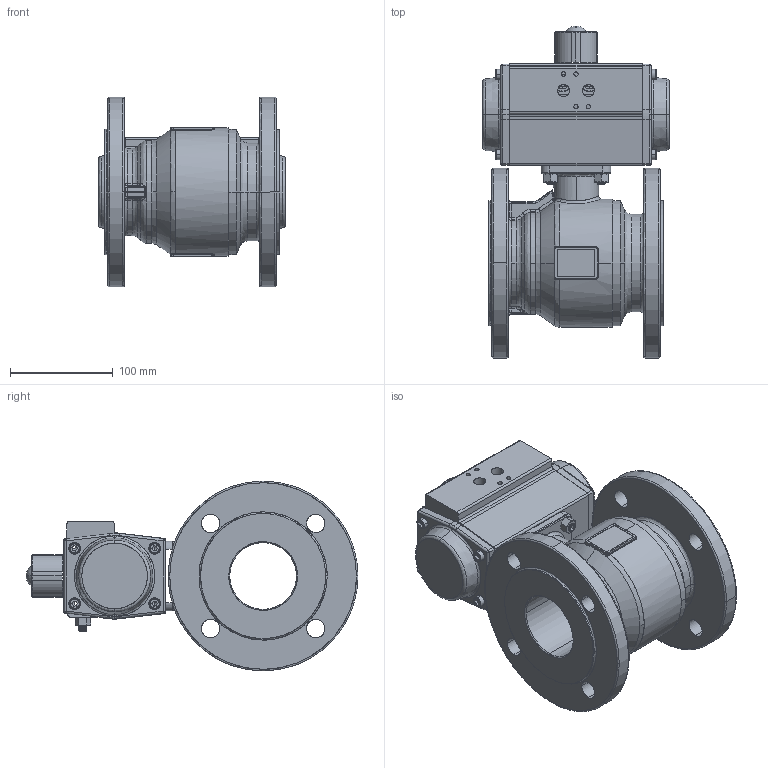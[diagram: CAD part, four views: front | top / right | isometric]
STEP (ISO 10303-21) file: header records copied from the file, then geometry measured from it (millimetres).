
FILE_DESCRIPTION (( 'STEP AP214' ), '1' );
FILE_NAME ('PK04_DN65 (PK04000009).STEP', '2022-03-01T12:33:32', ( '' ), ( '' ), 'SwSTEP 2.0', 'SolidWorks 2021', '' );
FILE_SCHEMA (( 'AUTOMOTIVE_DESIGN' ));
Length unit declared in the file: metre
Products named in the file (1): PK04_DN65 (PK04000009)
Bounding box: 182 x 323.65 x 185 mm (x, y, z)
Surface area: 303180.9 mm2 (no closed solid volume)
Topology: 0 solids, 693 shells, 883 faces, 4131 edges, 3879 vertices
Faces by surface type: cylinder 293, plane 265, bspline 196, cone 127, sphere 2
Entity records: 79302 total; most frequent: CARTESIAN_POINT 39085, DIRECTION 5793, ORIENTED_EDGE 4472, EDGE_CURVE 4098, VERTEX_POINT 3879, AXIS2_PLACEMENT_3D 2028, LINE 1737, VECTOR 1737
